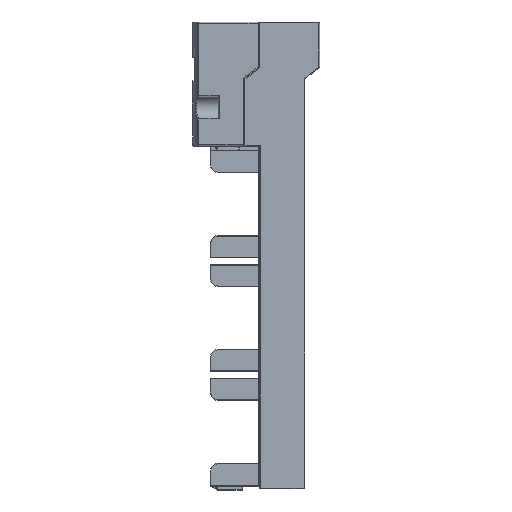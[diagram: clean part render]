
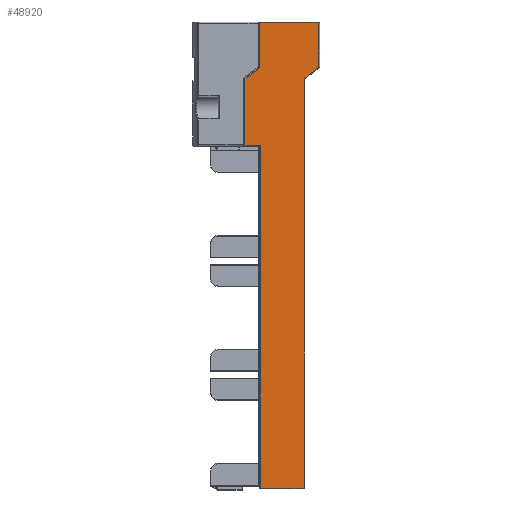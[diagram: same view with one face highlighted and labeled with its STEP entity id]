
A CAD part, left-side view. The second image highlights one B-rep face of the part: STEP entity #48920.
In plain terms, the highlighted planar face has unit normal (-1, 0, 0).
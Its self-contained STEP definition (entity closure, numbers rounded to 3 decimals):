
#19003=DIRECTION('',(0.,0.,-1.));
#19004=VECTOR('',#19003,39.254);
#19005=CARTESIAN_POINT('',(-24.5,-12.5,204.5));
#19006=LINE('',#19005,#19004);
#19128=DIRECTION('',(0.,0.,-1.));
#19129=VECTOR('',#19128,359.746);
#19130=CARTESIAN_POINT('',(-24.5,0.5,155.246));
#19131=LINE('',#19130,#19129);
#20149=DIRECTION('',(0.,0.,1.));
#20150=VECTOR('',#20149,58.254);
#20151=CARTESIAN_POINT('',(-24.5,52.5,96.5));
#20152=LINE('',#20151,#20150);
#20258=CARTESIAN_POINT('',(-24.5,52.5,96.5));
#20270=DIRECTION('',(0.,-0.793,0.61));
#20271=VECTOR('',#20270,16.401);
#20272=CARTESIAN_POINT('',(-24.5,0.5,155.246));
#20273=LINE('',#20272,#20271);
#20277=DIRECTION('',(0.,0.793,-0.61));
#20278=VECTOR('',#20277,16.401);
#20279=CARTESIAN_POINT('',(-24.5,39.5,164.754));
#20280=LINE('',#20279,#20278);
#20291=DIRECTION('',(0.,-1.,0.));
#20292=VECTOR('',#20291,52.);
#20293=CARTESIAN_POINT('',(-24.5,39.5,204.5));
#20294=LINE('',#20293,#20292);
#20329=DIRECTION('',(0.,0.,1.));
#20330=VECTOR('',#20329,39.746);
#20331=CARTESIAN_POINT('',(-24.5,39.5,164.754));
#20332=LINE('',#20331,#20330);
#20686=DIRECTION('',(0.,1.,0.));
#20687=VECTOR('',#20686,38.5);
#20688=CARTESIAN_POINT('',(-24.5,0.5,-204.5));
#20689=LINE('',#20688,#20687);
#20724=DIRECTION('',(0.,0.,1.));
#20725=VECTOR('',#20724,301.);
#20726=CARTESIAN_POINT('',(-24.5,39.,-204.5));
#20727=LINE('',#20726,#20725);
#20845=DIRECTION('',(0.,1.,0.));
#20846=VECTOR('',#20845,13.5);
#20847=CARTESIAN_POINT('',(-24.5,39.,96.5));
#20848=LINE('',#20847,#20846);
#36444=CARTESIAN_POINT('',(-24.5,0.5,155.246));
#36445=CARTESIAN_POINT('',(-24.5,0.5,-204.5));
#36446=VERTEX_POINT('',#36444);
#36447=VERTEX_POINT('',#36445);
#37255=CARTESIAN_POINT('',(-24.5,-12.5,204.5));
#37256=CARTESIAN_POINT('',(-24.5,-12.5,165.246));
#37257=VERTEX_POINT('',#37255);
#37258=VERTEX_POINT('',#37256);
#37437=VERTEX_POINT('',#20258);
#37596=CARTESIAN_POINT('',(-24.5,39.5,164.754));
#37597=CARTESIAN_POINT('',(-24.5,52.5,154.754));
#37598=VERTEX_POINT('',#37596);
#37599=VERTEX_POINT('',#37597);
#38710=CARTESIAN_POINT('',(-24.5,39.5,204.5));
#38711=VERTEX_POINT('',#38710);
#39116=CARTESIAN_POINT('',(-24.5,39.,-204.5));
#39117=VERTEX_POINT('',#39116);
#39247=CARTESIAN_POINT('',(-24.5,39.,96.5));
#39248=VERTEX_POINT('',#39247);
#48897=CARTESIAN_POINT('',(-24.5,53.,-205.));
#48898=DIRECTION('',(1.,0.,0.));
#48899=DIRECTION('',(0.,0.,-1.));
#48900=AXIS2_PLACEMENT_3D('',#48897,#48898,#48899);
#48901=PLANE('',#48900);
#48903=ORIENTED_EDGE('',*,*,#48902,.T.);
#48904=ORIENTED_EDGE('',*,*,#47934,.T.);
#48905=ORIENTED_EDGE('',*,*,#47955,.F.);
#48906=ORIENTED_EDGE('',*,*,#47977,.T.);
#48908=ORIENTED_EDGE('',*,*,#48907,.T.);
#48910=ORIENTED_EDGE('',*,*,#48909,.T.);
#48912=ORIENTED_EDGE('',*,*,#48911,.T.);
#48913=ORIENTED_EDGE('',*,*,#48880,.T.);
#48915=ORIENTED_EDGE('',*,*,#48914,.F.);
#48917=ORIENTED_EDGE('',*,*,#48916,.T.);
#48918=EDGE_LOOP('',(#48903,#48904,#48905,#48906,#48908,#48910,#48912,#48913,
#48915,#48917));
#48919=FACE_OUTER_BOUND('',#48918,.F.);
#47934=EDGE_CURVE('',#37257,#37258,#19006,.T.);
#47955=EDGE_CURVE('',#36446,#37258,#20273,.T.);
#47977=EDGE_CURVE('',#36446,#36447,#19131,.T.);
#48880=EDGE_CURVE('',#37437,#37599,#20152,.T.);
#48902=EDGE_CURVE('',#38711,#37257,#20294,.T.);
#48907=EDGE_CURVE('',#36447,#39117,#20689,.T.);
#48909=EDGE_CURVE('',#39117,#39248,#20727,.T.);
#48911=EDGE_CURVE('',#39248,#37437,#20848,.T.);
#48914=EDGE_CURVE('',#37598,#37599,#20280,.T.);
#48916=EDGE_CURVE('',#37598,#38711,#20332,.T.);
#48920=ADVANCED_FACE('',(#48919),#48901,.F.);
